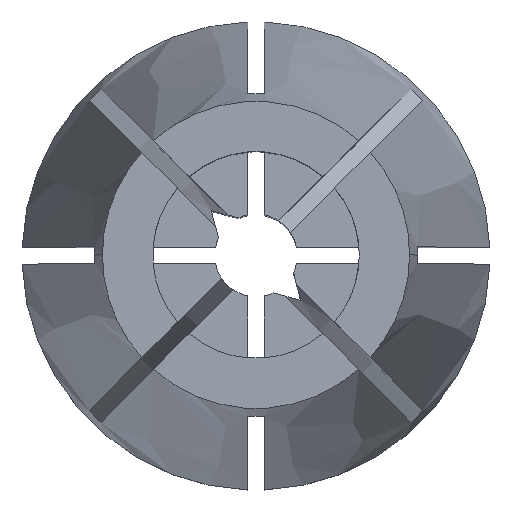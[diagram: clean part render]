
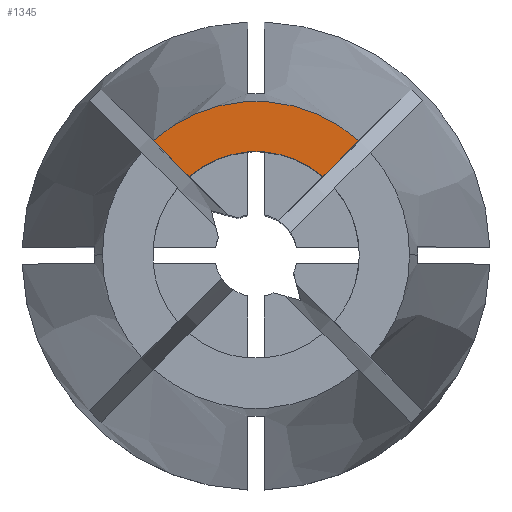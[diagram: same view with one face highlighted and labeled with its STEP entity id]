
A CAD part, top view. The second image highlights one B-rep face of the part: STEP entity #1345.
In plain terms, the highlighted planar face has unit normal (0, 0, 1).
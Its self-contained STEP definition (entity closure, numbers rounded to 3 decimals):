
#78 = ORIENTED_EDGE ( 'NONE', *, *, #1748, .F. ) ;
#153 = DIRECTION ( 'NONE',  ( 0., 0., 1. ) ) ;
#205 = VERTEX_POINT ( 'NONE', #1726 ) ;
#296 = CARTESIAN_POINT ( 'NONE',  ( 0., 0., 0. ) ) ;
#393 = AXIS2_PLACEMENT_3D ( 'NONE', #2547, #604, #2528 ) ;
#427 = EDGE_CURVE ( 'NONE', #1754, #437, #2056, .T. ) ;
#437 = VERTEX_POINT ( 'NONE', #587 ) ;
#581 = VERTEX_POINT ( 'NONE', #2725 ) ;
#587 = CARTESIAN_POINT ( 'NONE',  ( -3.726, 4.15, 0. ) ) ;
#604 = DIRECTION ( 'NONE',  ( 0., 0., 1. ) ) ;
#749 = AXIS2_PLACEMENT_3D ( 'NONE', #296, #2704, #1776 ) ;
#837 = ORIENTED_EDGE ( 'NONE', *, *, #2176, .T. ) ;
#1012 = CARTESIAN_POINT ( 'NONE',  ( 3.726, 4.15, 0. ) ) ;
#1061 = EDGE_CURVE ( 'NONE', #437, #205, #1606, .T. ) ;
#1102 = VECTOR ( 'NONE', #1430, 1000. ) ;
#1345 = ADVANCED_FACE ( 'NONE', ( #2805 ), #1796, .F. ) ;
#1362 = CARTESIAN_POINT ( 'NONE',  ( 0.212, 0.212, 0. ) ) ;
#1430 = DIRECTION ( 'NONE',  ( 0.707, -0.707, 0. ) ) ;
#1446 = CARTESIAN_POINT ( 'NONE',  ( 0., 0., 0. ) ) ;
#1482 = AXIS2_PLACEMENT_3D ( 'NONE', #1446, #153, #1656 ) ;
#1606 = LINE ( 'NONE', #1362, #1102 ) ;
#1612 = LINE ( 'NONE', #2371, #2714 ) ;
#1656 = DIRECTION ( 'NONE',  ( 1., 0., 0. ) ) ;
#1726 = CARTESIAN_POINT ( 'NONE',  ( -2.431, 2.855, 0. ) ) ;
#1748 = EDGE_CURVE ( 'NONE', #581, #205, #1982, .T. ) ;
#1754 = VERTEX_POINT ( 'NONE', #1012 ) ;
#1776 = DIRECTION ( 'NONE',  ( -1., 0., 0. ) ) ;
#1796 = PLANE ( 'NONE',  #749 ) ;
#1982 = CIRCLE ( 'NONE', #1482, 3.75 ) ;
#2056 = CIRCLE ( 'NONE', #393, 5.577 ) ;
#2176 = EDGE_CURVE ( 'NONE', #581, #1754, #1612, .T. ) ;
#2219 = ORIENTED_EDGE ( 'NONE', *, *, #1061, .T. ) ;
#2371 = CARTESIAN_POINT ( 'NONE',  ( -0.212, 0.212, 0. ) ) ;
#2528 = DIRECTION ( 'NONE',  ( 1., 0., 0. ) ) ;
#2547 = CARTESIAN_POINT ( 'NONE',  ( 0., 0., 0. ) ) ;
#2593 = DIRECTION ( 'NONE',  ( 0.707, 0.707, 0. ) ) ;
#2704 = DIRECTION ( 'NONE',  ( 0., 0., -1. ) ) ;
#2714 = VECTOR ( 'NONE', #2593, 1000. ) ;
#2725 = CARTESIAN_POINT ( 'NONE',  ( 2.431, 2.855, 0. ) ) ;
#2732 = EDGE_LOOP ( 'NONE', ( #78, #837, #2831, #2219 ) ) ;
#2805 = FACE_OUTER_BOUND ( 'NONE', #2732, .T. ) ;
#2831 = ORIENTED_EDGE ( 'NONE', *, *, #427, .T. ) ;
